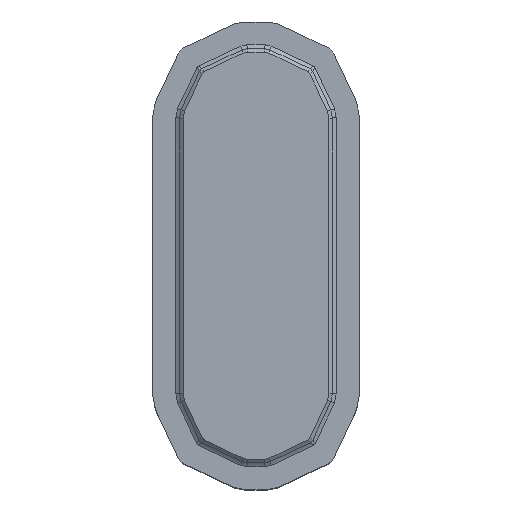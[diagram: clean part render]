
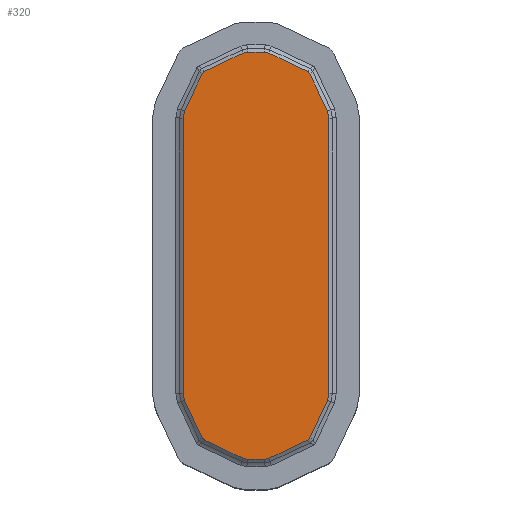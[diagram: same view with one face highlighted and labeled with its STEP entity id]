
A CAD part, top view. The second image highlights one B-rep face of the part: STEP entity #320.
In plain terms, the highlighted planar face has unit normal (0, 0, 1).
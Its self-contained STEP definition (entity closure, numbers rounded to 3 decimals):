
#43=ELLIPSE('',#2449,0.484,0.3);
#44=ELLIPSE('',#2450,0.484,0.3);
#45=ELLIPSE('',#2451,0.484,0.3);
#46=ELLIPSE('',#2452,0.484,0.3);
#184=FACE_OUTER_BOUND('',#1037,.T.);
#320=ADVANCED_FACE('',(#184),#442,.T.);
#442=PLANE('',#2453);
#569=LINE('',#3652,#801);
#570=LINE('',#3655,#802);
#571=LINE('',#3657,#803);
#572=LINE('',#3659,#804);
#573=LINE('',#3663,#805);
#574=LINE('',#3665,#806);
#575=LINE('',#3667,#807);
#576=LINE('',#3669,#808);
#577=LINE('',#3671,#809);
#578=LINE('',#3675,#810);
#579=LINE('',#3677,#811);
#580=LINE('',#3679,#812);
#581=LINE('',#3681,#813);
#582=LINE('',#3683,#814);
#583=LINE('',#3687,#815);
#584=LINE('',#3689,#816);
#585=LINE('',#3691,#817);
#586=LINE('',#3693,#818);
#587=LINE('',#3695,#819);
#588=LINE('',#3699,#820);
#801=VECTOR('',#2814,1.);
#802=VECTOR('',#2815,1.);
#803=VECTOR('',#2816,1.);
#804=VECTOR('',#2817,1.);
#805=VECTOR('',#2820,1.);
#806=VECTOR('',#2821,1.);
#807=VECTOR('',#2822,1.);
#808=VECTOR('',#2823,1.);
#809=VECTOR('',#2824,1.);
#810=VECTOR('',#2827,1.);
#811=VECTOR('',#2828,1.);
#812=VECTOR('',#2829,1.);
#813=VECTOR('',#2830,1.);
#814=VECTOR('',#2831,1.);
#815=VECTOR('',#2834,1.);
#816=VECTOR('',#2835,1.);
#817=VECTOR('',#2836,1.);
#818=VECTOR('',#2837,1.);
#819=VECTOR('',#2838,1.);
#820=VECTOR('',#2841,1.);
#1037=EDGE_LOOP('',(#1309,#1310,#1311,#1312,#1313,#1314,#1315,#1316,#1317,
#1318,#1319,#1320,#1321,#1322,#1323,#1324,#1325,#1326,#1327,#1328,#1329,
#1330,#1331,#1332));
#1309=ORIENTED_EDGE('',*,*,#2105,.F.);
#1310=ORIENTED_EDGE('',*,*,#2106,.T.);
#1311=ORIENTED_EDGE('',*,*,#2107,.T.);
#1312=ORIENTED_EDGE('',*,*,#2108,.T.);
#1313=ORIENTED_EDGE('',*,*,#2109,.T.);
#1314=ORIENTED_EDGE('',*,*,#2110,.T.);
#1315=ORIENTED_EDGE('',*,*,#2111,.T.);
#1316=ORIENTED_EDGE('',*,*,#2112,.T.);
#1317=ORIENTED_EDGE('',*,*,#2113,.F.);
#1318=ORIENTED_EDGE('',*,*,#2114,.F.);
#1319=ORIENTED_EDGE('',*,*,#2115,.T.);
#1320=ORIENTED_EDGE('',*,*,#2116,.F.);
#1321=ORIENTED_EDGE('',*,*,#2117,.F.);
#1322=ORIENTED_EDGE('',*,*,#2118,.F.);
#1323=ORIENTED_EDGE('',*,*,#2119,.T.);
#1324=ORIENTED_EDGE('',*,*,#2120,.T.);
#1325=ORIENTED_EDGE('',*,*,#2121,.T.);
#1326=ORIENTED_EDGE('',*,*,#2122,.T.);
#1327=ORIENTED_EDGE('',*,*,#2123,.T.);
#1328=ORIENTED_EDGE('',*,*,#2124,.F.);
#1329=ORIENTED_EDGE('',*,*,#2125,.F.);
#1330=ORIENTED_EDGE('',*,*,#2126,.F.);
#1331=ORIENTED_EDGE('',*,*,#2127,.T.);
#1332=ORIENTED_EDGE('',*,*,#2128,.F.);
#1875=VERTEX_POINT('',#3653);
#1876=VERTEX_POINT('',#3654);
#1877=VERTEX_POINT('',#3656);
#1878=VERTEX_POINT('',#3658);
#1879=VERTEX_POINT('',#3660);
#1880=VERTEX_POINT('',#3662);
#1881=VERTEX_POINT('',#3664);
#1882=VERTEX_POINT('',#3666);
#1883=VERTEX_POINT('',#3668);
#1884=VERTEX_POINT('',#3670);
#1885=VERTEX_POINT('',#3672);
#1886=VERTEX_POINT('',#3674);
#1887=VERTEX_POINT('',#3676);
#1888=VERTEX_POINT('',#3678);
#1889=VERTEX_POINT('',#3680);
#1890=VERTEX_POINT('',#3682);
#1891=VERTEX_POINT('',#3684);
#1892=VERTEX_POINT('',#3686);
#1893=VERTEX_POINT('',#3688);
#1894=VERTEX_POINT('',#3690);
#1895=VERTEX_POINT('',#3692);
#1896=VERTEX_POINT('',#3694);
#1897=VERTEX_POINT('',#3696);
#1898=VERTEX_POINT('',#3698);
#2105=EDGE_CURVE('',#1875,#1876,#569,.T.);
#2106=EDGE_CURVE('',#1875,#1877,#570,.T.);
#2107=EDGE_CURVE('',#1877,#1878,#571,.T.);
#2108=EDGE_CURVE('',#1878,#1879,#572,.T.);
#2109=EDGE_CURVE('',#1879,#1880,#43,.T.);
#2110=EDGE_CURVE('',#1880,#1881,#573,.T.);
#2111=EDGE_CURVE('',#1881,#1882,#574,.T.);
#2112=EDGE_CURVE('',#1882,#1883,#575,.T.);
#2113=EDGE_CURVE('',#1884,#1883,#576,.T.);
#2114=EDGE_CURVE('',#1885,#1884,#577,.T.);
#2115=EDGE_CURVE('',#1885,#1886,#44,.T.);
#2116=EDGE_CURVE('',#1887,#1886,#578,.T.);
#2117=EDGE_CURVE('',#1888,#1887,#579,.T.);
#2118=EDGE_CURVE('',#1889,#1888,#580,.T.);
#2119=EDGE_CURVE('',#1889,#1890,#581,.T.);
#2120=EDGE_CURVE('',#1890,#1891,#582,.T.);
#2121=EDGE_CURVE('',#1891,#1892,#45,.T.);
#2122=EDGE_CURVE('',#1892,#1893,#583,.T.);
#2123=EDGE_CURVE('',#1893,#1894,#584,.T.);
#2124=EDGE_CURVE('',#1895,#1894,#585,.T.);
#2125=EDGE_CURVE('',#1896,#1895,#586,.T.);
#2126=EDGE_CURVE('',#1897,#1896,#587,.T.);
#2127=EDGE_CURVE('',#1897,#1898,#46,.T.);
#2128=EDGE_CURVE('',#1876,#1898,#588,.T.);
#2449=AXIS2_PLACEMENT_3D('',#3661,#2818,#2819);
#2450=AXIS2_PLACEMENT_3D('',#3673,#2825,#2826);
#2451=AXIS2_PLACEMENT_3D('',#3685,#2832,#2833);
#2452=AXIS2_PLACEMENT_3D('',#3697,#2839,#2840);
#2453=AXIS2_PLACEMENT_3D('',#3700,#2842,#2843);
#2814=DIRECTION('',(0.982,-0.191,0.));
#2815=DIRECTION('',(-1.,0.,0.));
#2816=DIRECTION('',(-0.982,-0.191,0.));
#2817=DIRECTION('',(-0.903,-0.43,0.));
#2818=DIRECTION('',(0.,0.,1.));
#2819=DIRECTION('',(0.708,-0.706,0.));
#2820=DIRECTION('',(-0.427,-0.904,0.));
#2821=DIRECTION('',(-0.191,-0.982,0.));
#2822=DIRECTION('',(0.,-1.,0.));
#2823=DIRECTION('',(-0.191,0.982,0.));
#2824=DIRECTION('',(-0.427,0.904,0.));
#2825=DIRECTION('',(0.,0.,1.));
#2826=DIRECTION('',(0.708,0.706,0.));
#2827=DIRECTION('',(-0.903,0.43,0.));
#2828=DIRECTION('',(-0.982,0.191,0.));
#2829=DIRECTION('',(-1.,0.,0.));
#2830=DIRECTION('',(0.982,0.191,0.));
#2831=DIRECTION('',(0.903,0.43,0.));
#2832=DIRECTION('',(0.,0.,1.));
#2833=DIRECTION('',(-0.708,0.706,0.));
#2834=DIRECTION('',(0.427,0.904,0.));
#2835=DIRECTION('',(0.191,0.982,0.));
#2836=DIRECTION('',(0.,-1.,0.));
#2837=DIRECTION('',(0.191,-0.982,0.));
#2838=DIRECTION('',(0.427,-0.904,0.));
#2839=DIRECTION('',(0.,0.,1.));
#2840=DIRECTION('',(-0.708,-0.706,0.));
#2841=DIRECTION('',(0.903,-0.43,0.));
#2842=DIRECTION('',(0.,0.,1.));
#2843=DIRECTION('',(-1.,0.,0.));
#3652=CARTESIAN_POINT('',(-15.373,10.449,0.2));
#3653=CARTESIAN_POINT('',(0.308,7.401,0.2));
#3654=CARTESIAN_POINT('',(0.467,7.37,0.2));
#3655=CARTESIAN_POINT('',(16.062,7.401,0.2));
#3656=CARTESIAN_POINT('',(-0.308,7.401,0.2));
#3657=CARTESIAN_POINT('',(15.373,10.449,0.2));
#3658=CARTESIAN_POINT('',(-0.467,7.37,0.2));
#3659=CARTESIAN_POINT('',(70.052,40.931,0.2));
#3660=CARTESIAN_POINT('',(-1.872,6.702,0.2));
#3661=CARTESIAN_POINT('',(-1.583,6.322,0.2));
#3662=CARTESIAN_POINT('',(-1.963,6.61,0.2));
#3663=CARTESIAN_POINT('',(30.339,74.997,0.2));
#3664=CARTESIAN_POINT('',(-2.6,5.261,0.2));
#3665=CARTESIAN_POINT('',(1.198,24.8,0.2));
#3666=CARTESIAN_POINT('',(-2.651,5.,0.2));
#3667=CARTESIAN_POINT('',(-2.651,8.,0.2));
#3668=CARTESIAN_POINT('',(-2.651,-5.,0.2));
#3669=CARTESIAN_POINT('',(1.198,-24.8,0.2));
#3670=CARTESIAN_POINT('',(-2.6,-5.261,0.2));
#3671=CARTESIAN_POINT('',(30.339,-74.997,0.2));
#3672=CARTESIAN_POINT('',(-1.963,-6.61,0.2));
#3673=CARTESIAN_POINT('',(-1.583,-6.322,0.2));
#3674=CARTESIAN_POINT('',(-1.872,-6.702,0.2));
#3675=CARTESIAN_POINT('',(70.052,-40.931,0.2));
#3676=CARTESIAN_POINT('',(-0.467,-7.37,0.2));
#3677=CARTESIAN_POINT('',(15.373,-10.449,0.2));
#3678=CARTESIAN_POINT('',(-0.308,-7.401,0.2));
#3679=CARTESIAN_POINT('',(16.062,-7.401,0.2));
#3680=CARTESIAN_POINT('',(0.308,-7.401,0.2));
#3681=CARTESIAN_POINT('',(-15.373,-10.449,0.2));
#3682=CARTESIAN_POINT('',(0.467,-7.37,0.2));
#3683=CARTESIAN_POINT('',(-70.052,-40.931,0.2));
#3684=CARTESIAN_POINT('',(1.872,-6.702,0.2));
#3685=CARTESIAN_POINT('',(1.583,-6.322,0.2));
#3686=CARTESIAN_POINT('',(1.963,-6.61,0.2));
#3687=CARTESIAN_POINT('',(-30.339,-74.997,0.2));
#3688=CARTESIAN_POINT('',(2.6,-5.261,0.2));
#3689=CARTESIAN_POINT('',(-1.198,-24.8,0.2));
#3690=CARTESIAN_POINT('',(2.651,-5.,0.2));
#3691=CARTESIAN_POINT('',(2.651,8.,0.2));
#3692=CARTESIAN_POINT('',(2.651,5.,0.2));
#3693=CARTESIAN_POINT('',(-1.198,24.8,0.2));
#3694=CARTESIAN_POINT('',(2.6,5.261,0.2));
#3695=CARTESIAN_POINT('',(-30.339,74.997,0.2));
#3696=CARTESIAN_POINT('',(1.963,6.61,0.2));
#3697=CARTESIAN_POINT('',(1.583,6.322,0.2));
#3698=CARTESIAN_POINT('',(1.872,6.702,0.2));
#3699=CARTESIAN_POINT('',(-70.052,40.931,0.2));
#3700=CARTESIAN_POINT('',(-3.75,-8.5,0.2));
